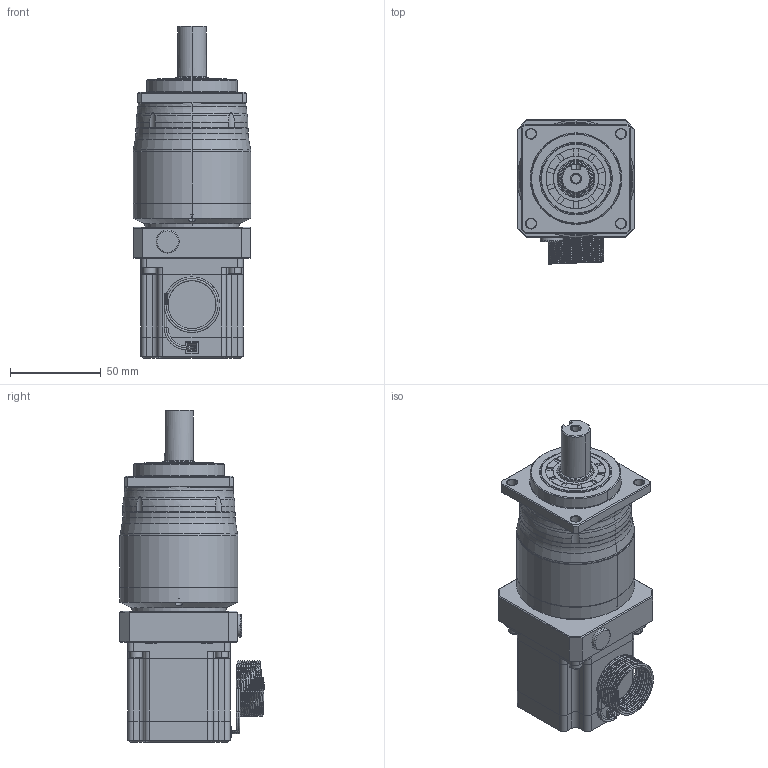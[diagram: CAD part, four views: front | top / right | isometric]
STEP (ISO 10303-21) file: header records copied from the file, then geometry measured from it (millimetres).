
FILE_DESCRIPTION (( 'STEP AP203' ), '1' );
FILE_NAME ('4801N16_NO THREADS_Geared Stepper Motors.STEP', '2024-05-16T21:17:47', ( 'Administrator' ), ( 'Managed by Terraform' ), 'SwSTEP 2.0', 'SolidWorks 2017', '' );
FILE_SCHEMA (( 'CONFIG_CONTROL_DESIGN' ));
Length unit declared in the file: inch
Products named in the file (1): 4801N16_NO THREADS_Geared Stepper Motors
Bounding box: 65 x 79.42 x 183 mm (x, y, z)
Volume: 482823.2 mm3; surface area: 104200.9 mm2
Topology: 26 solids, 26 shells, 1300 faces, 2885 edges, 1815 vertices
Faces by surface type: cylinder 553, plane 523, cone 138, torus 70, bspline 16
Entity records: 43461 total; most frequent: CARTESIAN_POINT 13557, DIRECTION 6744, ORIENTED_EDGE 5754, EDGE_CURVE 2877, AXIS2_PLACEMENT_3D 2708, VERTEX_POINT 1815, EDGE_LOOP 1552, CIRCLE 1423
